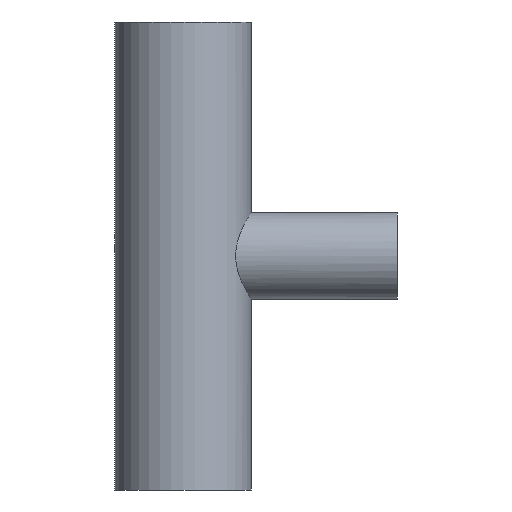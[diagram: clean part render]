
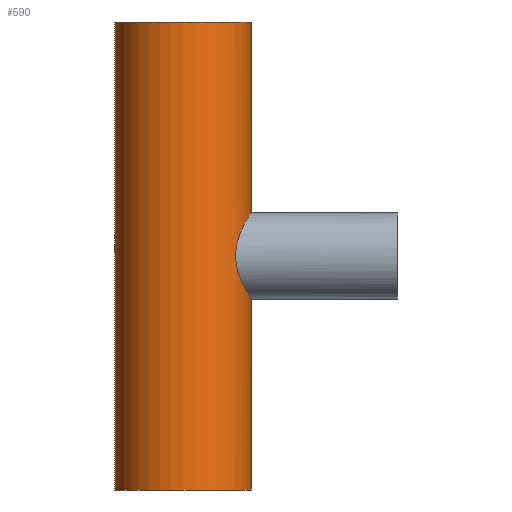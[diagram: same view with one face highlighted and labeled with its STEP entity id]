
A CAD part, front view. The second image highlights one B-rep face of the part: STEP entity #590.
In plain terms, the highlighted cylindrical face has radius 31.5 mm (diameter 63 mm), a partial arc.
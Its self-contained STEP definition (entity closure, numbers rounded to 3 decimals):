
#2 = CARTESIAN_POINT ( 'NONE',  ( 26.338, -17.284, -10.084 ) ) ;
#4 = CARTESIAN_POINT ( 'NONE',  ( 24.774, -19.456, 4.68 ) ) ;
#7 = CARTESIAN_POINT ( 'NONE',  ( 26.996, -16.238, 11.694 ) ) ;
#10 = EDGE_CURVE ( 'NONE', #125, #375, #138, .T. ) ;
#12 = CARTESIAN_POINT ( 'NONE',  ( 28.583, -13.276, 15.012 ) ) ;
#15 = CARTESIAN_POINT ( 'NONE',  ( 30.185, -9.012, -17.858 ) ) ;
#16 = DIRECTION ( 'NONE',  ( 0., 0., 1. ) ) ;
#35 = CARTESIAN_POINT ( 'NONE',  ( 31.5, 0., 20. ) ) ;
#38 = CARTESIAN_POINT ( 'NONE',  ( 30.812, -6.581, 18.898 ) ) ;
#45 = CARTESIAN_POINT ( 'NONE',  ( 26.335, -17.303, 10.11 ) ) ;
#50 = CARTESIAN_POINT ( 'NONE',  ( 29.024, -12.297, 15.826 ) ) ;
#56 = CARTESIAN_POINT ( 'NONE',  ( 29.824, -10.155, -17.242 ) ) ;
#59 = CARTESIAN_POINT ( 'NONE',  ( 24.448, -19.866, -2.669 ) ) ;
#70 = CARTESIAN_POINT ( 'NONE',  ( 31.5, 0., 20. ) ) ;
#78 = DIRECTION ( 'NONE',  ( 1., 0., 0. ) ) ;
#81 = CARTESIAN_POINT ( 'NONE',  ( 31.161, -4.656, 19.462 ) ) ;
#83 = DIRECTION ( 'NONE',  ( 0., 0., -1. ) ) ;
#89 = EDGE_CURVE ( 'NONE', #271, #483, #612, .T. ) ;
#91 = CARTESIAN_POINT ( 'NONE',  ( 24.344, -19.991, 0.699 ) ) ;
#100 = CARTESIAN_POINT ( 'NONE',  ( 29.017, -12.27, -15.806 ) ) ;
#102 = AXIS2_PLACEMENT_3D ( 'NONE', #465, #333, #78 ) ;
#104 = CARTESIAN_POINT ( 'NONE',  ( 31.5, -0.672, -20. ) ) ;
#125 = VERTEX_POINT ( 'NONE', #298 ) ;
#133 = AXIS2_PLACEMENT_3D ( 'NONE', #593, #16, #157 ) ;
#135 = B_SPLINE_CURVE_WITH_KNOTS ( 'NONE', 3,
 ( #35, #223, #177, #81, #468, #38, #434, #490, #384, #50, #12, #150, #144, #345, #7, #45, #536, #530, #431, #287, #4, #196, #234, #577, #533, #91, #585, #588, #59, #341, #391, #238, #156, #293, #487, #2, #202, #482, #236, #190, #397, #100, #289, #241, #56, #199, #15, #395, #192, #245, #335, #527, #440, #153, #442, #436, #104, #591 ),
 .UNSPECIFIED., .F., .F.,
 ( 4, 2, 2, 2, 2, 2, 2, 2, 2, 2, 2, 2, 2, 2, 2, 2, 2, 2, 2, 2, 2, 2, 2, 2, 2, 2, 2, 2, 4 ),
 ( 0., 0.004, 0.006, 0.008, 0.012, 0.016, 0.018, 0.02, 0.024, 0.026, 0.028, 0.03, 0.031, 0.032, 0.036, 0.038, 0.04, 0.042, 0.044, 0.048, 0.05, 0.052, 0.054, 0.055, 0.056, 0.06, 0.061, 0.062, 0.064 ),
 .UNSPECIFIED. ) ;
#138 = LINE ( 'NONE', #382, #281 ) ;
#144 = CARTESIAN_POINT ( 'NONE',  ( 27.679, -15.044, 13.194 ) ) ;
#150 = CARTESIAN_POINT ( 'NONE',  ( 27.907, -14.618, 13.665 ) ) ;
#153 = CARTESIAN_POINT ( 'NONE',  ( 31.386, -2.696, -19.82 ) ) ;
#156 = CARTESIAN_POINT ( 'NONE',  ( 25.362, -18.685, -7.161 ) ) ;
#157 = DIRECTION ( 'NONE',  ( 1., 0., 0. ) ) ;
#160 = DIRECTION ( 'NONE',  ( 0., 0., -1. ) ) ;
#170 = CYLINDRICAL_SURFACE ( 'NONE', #303, 31.5 ) ;
#175 = VERTEX_POINT ( 'NONE', #70 ) ;
#177 = CARTESIAN_POINT ( 'NONE',  ( 31.412, -2.696, 19.862 ) ) ;
#179 = DIRECTION ( 'NONE',  ( -1., 0., 0. ) ) ;
#190 = CARTESIAN_POINT ( 'NONE',  ( 28.357, -13.725, -14.561 ) ) ;
#192 = CARTESIAN_POINT ( 'NONE',  ( 30.437, -8.12, -18.28 ) ) ;
#196 = CARTESIAN_POINT ( 'NONE',  ( 24.561, -19.724, 3.378 ) ) ;
#199 = CARTESIAN_POINT ( 'NONE',  ( 30.097, -9.302, -17.708 ) ) ;
#202 = CARTESIAN_POINT ( 'NONE',  ( 26.553, -16.951, -10.633 ) ) ;
#214 = VECTOR ( 'NONE', #359, 1000. ) ;
#221 = ORIENTED_EDGE ( 'NONE', *, *, #89, .F. ) ;
#223 = CARTESIAN_POINT ( 'NONE',  ( 31.5, -1.363, 20. ) ) ;
#234 = CARTESIAN_POINT ( 'NONE',  ( 24.478, -19.826, 2.718 ) ) ;
#236 = CARTESIAN_POINT ( 'NONE',  ( 27.674, -15.08, -13.2 ) ) ;
#237 = DIRECTION ( 'NONE',  ( 0., 0., -1. ) ) ;
#238 = CARTESIAN_POINT ( 'NONE',  ( 25.194, -18.909, -6.548 ) ) ;
#241 = CARTESIAN_POINT ( 'NONE',  ( 29.631, -10.703, -16.907 ) ) ;
#245 = CARTESIAN_POINT ( 'NONE',  ( 30.827, -6.597, -18.927 ) ) ;
#256 = CARTESIAN_POINT ( 'NONE',  ( -31.5, 0., -108. ) ) ;
#269 = VECTOR ( 'NONE', #160, 1000. ) ;
#271 = VERTEX_POINT ( 'NONE', #451 ) ;
#275 = VERTEX_POINT ( 'NONE', #256 ) ;
#281 = VECTOR ( 'NONE', #237, 1000. ) ;
#283 = ORIENTED_EDGE ( 'NONE', *, *, #10, .F. ) ;
#287 = CARTESIAN_POINT ( 'NONE',  ( 24.904, -19.29, 5.322 ) ) ;
#289 = CARTESIAN_POINT ( 'NONE',  ( 29.228, -11.761, -16.189 ) ) ;
#293 = CARTESIAN_POINT ( 'NONE',  ( 25.726, -18.181, -8.36 ) ) ;
#294 = EDGE_CURVE ( 'NONE', #483, #175, #598, .T. ) ;
#298 = CARTESIAN_POINT ( 'NONE',  ( 31.5, 0., -20. ) ) ;
#303 = AXIS2_PLACEMENT_3D ( 'NONE', #511, #83, #179 ) ;
#325 = ORIENTED_EDGE ( 'NONE', *, *, #294, .F. ) ;
#333 = DIRECTION ( 'NONE',  ( 0., 0., 1. ) ) ;
#335 = CARTESIAN_POINT ( 'NONE',  ( 31.073, -5.334, -19.322 ) ) ;
#341 = CARTESIAN_POINT ( 'NONE',  ( 24.765, -19.467, -4.636 ) ) ;
#342 = ORIENTED_EDGE ( 'NONE', *, *, #471, .T. ) ;
#344 = EDGE_CURVE ( 'NONE', #275, #375, #358, .T. ) ;
#345 = CARTESIAN_POINT ( 'NONE',  ( 27.223, -15.855, 12.208 ) ) ;
#358 = CIRCLE ( 'NONE', #102, 31.5 ) ;
#359 = DIRECTION ( 'NONE',  ( 0., 0., -1. ) ) ;
#366 = ORIENTED_EDGE ( 'NONE', *, *, #344, .T. ) ;
#375 = VERTEX_POINT ( 'NONE', #560 ) ;
#381 = EDGE_CURVE ( 'NONE', #175, #125, #135, .T. ) ;
#382 = CARTESIAN_POINT ( 'NONE',  ( 31.5, 0., 108. ) ) ;
#384 = CARTESIAN_POINT ( 'NONE',  ( 29.842, -10.149, 17.282 ) ) ;
#391 = CARTESIAN_POINT ( 'NONE',  ( 24.896, -19.3, -5.287 ) ) ;
#395 = CARTESIAN_POINT ( 'NONE',  ( 30.355, -8.422, -18.143 ) ) ;
#397 = CARTESIAN_POINT ( 'NONE',  ( 28.582, -13.252, -14.993 ) ) ;
#422 = ORIENTED_EDGE ( 'NONE', *, *, #381, .F. ) ;
#431 = CARTESIAN_POINT ( 'NONE',  ( 25.205, -18.895, 6.59 ) ) ;
#434 = CARTESIAN_POINT ( 'NONE',  ( 30.672, -7.202, 18.67 ) ) ;
#436 = CARTESIAN_POINT ( 'NONE',  ( 31.479, -1.346, -19.966 ) ) ;
#440 = CARTESIAN_POINT ( 'NONE',  ( 31.322, -3.364, -19.718 ) ) ;
#442 = CARTESIAN_POINT ( 'NONE',  ( 31.413, -2.358, -19.863 ) ) ;
#451 = CARTESIAN_POINT ( 'NONE',  ( -31.5, 0., 108. ) ) ;
#453 = CARTESIAN_POINT ( 'NONE',  ( 31.5, 0., 108. ) ) ;
#463 = EDGE_LOOP ( 'NONE', ( #325, #221, #342, #366, #283, #422 ) ) ;
#465 = CARTESIAN_POINT ( 'NONE',  ( 0., 0., -108. ) ) ;
#468 = CARTESIAN_POINT ( 'NONE',  ( 31.057, -5.302, 19.296 ) ) ;
#471 = EDGE_CURVE ( 'NONE', #271, #275, #493, .T. ) ;
#472 = FACE_OUTER_BOUND ( 'NONE', #463, .T. ) ;
#482 = CARTESIAN_POINT ( 'NONE',  ( 27.215, -15.884, -12.22 ) ) ;
#483 = VERTEX_POINT ( 'NONE', #453 ) ;
#487 = CARTESIAN_POINT ( 'NONE',  ( 25.922, -17.9, -8.944 ) ) ;
#490 = CARTESIAN_POINT ( 'NONE',  ( 30.209, -9.012, 17.903 ) ) ;
#493 = LINE ( 'NONE', #496, #214 ) ;
#496 = CARTESIAN_POINT ( 'NONE',  ( -31.5, 0., 108. ) ) ;
#511 = CARTESIAN_POINT ( 'NONE',  ( 0., 0., 108. ) ) ;
#527 = CARTESIAN_POINT ( 'NONE',  ( 31.284, -3.695, -19.659 ) ) ;
#530 = CARTESIAN_POINT ( 'NONE',  ( 25.374, -18.668, 7.205 ) ) ;
#533 = CARTESIAN_POINT ( 'NONE',  ( 24.373, -19.955, 1.378 ) ) ;
#536 = CARTESIAN_POINT ( 'NONE',  ( 25.92, -17.911, 8.992 ) ) ;
#560 = CARTESIAN_POINT ( 'NONE',  ( 31.5, 0., -108. ) ) ;
#577 = CARTESIAN_POINT ( 'NONE',  ( 24.394, -19.929, 1.714 ) ) ;
#585 = CARTESIAN_POINT ( 'NONE',  ( 24.336, -20., 0.357 ) ) ;
#588 = CARTESIAN_POINT ( 'NONE',  ( 24.335, -20.001, -1.337 ) ) ;
#590 = ADVANCED_FACE ( 'NONE', ( #472 ), #170, .T. ) ;
#591 = CARTESIAN_POINT ( 'NONE',  ( 31.5, 0., -20. ) ) ;
#593 = CARTESIAN_POINT ( 'NONE',  ( 0., 0., 108. ) ) ;
#595 = CARTESIAN_POINT ( 'NONE',  ( 31.5, 0., 108. ) ) ;
#598 = LINE ( 'NONE', #595, #269 ) ;
#612 = CIRCLE ( 'NONE', #133, 31.5 ) ;
